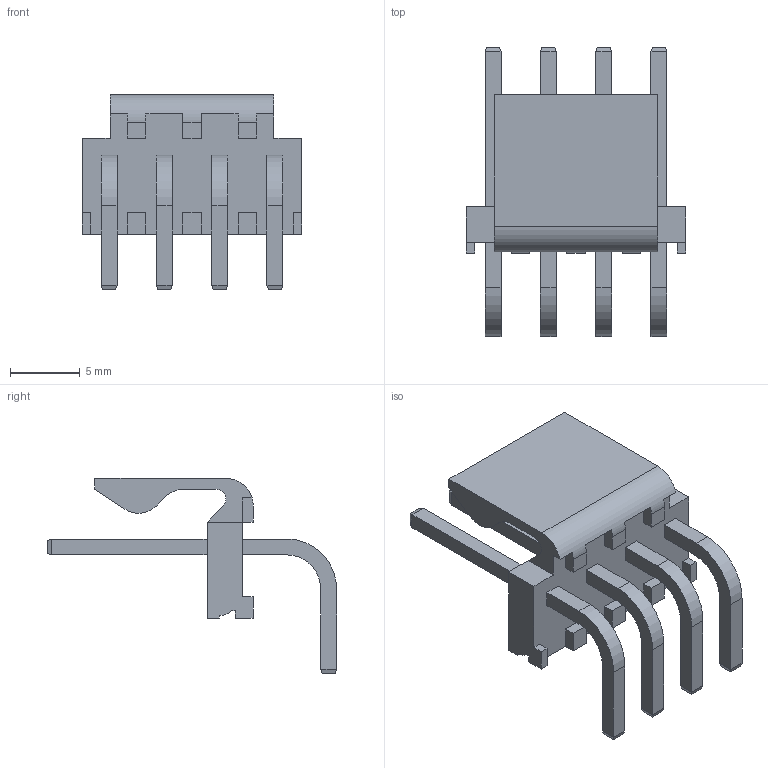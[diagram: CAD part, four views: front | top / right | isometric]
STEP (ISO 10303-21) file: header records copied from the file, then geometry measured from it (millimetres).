
FILE_DESCRIPTION(/* description */ ('model of Molex_KK-396_A-41792-0004_1x04_P3.96mm_Horizontal'),/* implementation_level */ '2;1');
FILE_NAME(/* name */ 'Molex_KK-396_A-41792-0004_1x04_P3.96mm_Horizontal.step',/* time_stamp */ '2022-01-07T13:39:13',/* author */ ('Franck Bourdonnec',''),/* organization */ (''),/* preprocessor_version */ '',/* originating_system */ '',/* authorisation */ '');
FILE_SCHEMA(('AUTOMOTIVE_DESIGN { 1 0 10303 214 1 1 1 1 }'));
Length unit declared in the file: millimetre
Products named in the file (1): Molex_A_41792_0004
Bounding box: 15.69 x 20.71 x 13.98 mm (x, y, z)
Volume: 623.2 mm3; surface area: 1167.1 mm2
Topology: 1 solids, 1 shells, 154 faces, 397 edges, 254 vertices
Faces by surface type: plane 140, cylinder 14
Entity records: 10683 total; most frequent: CARTESIAN_POINT 1892, DIRECTION 1323, LINE 927, VECTOR 927, ORIENTED_EDGE 794, PCURVE 794, DEFINITIONAL_REPRESENTATION 794, EDGE_CURVE 397
